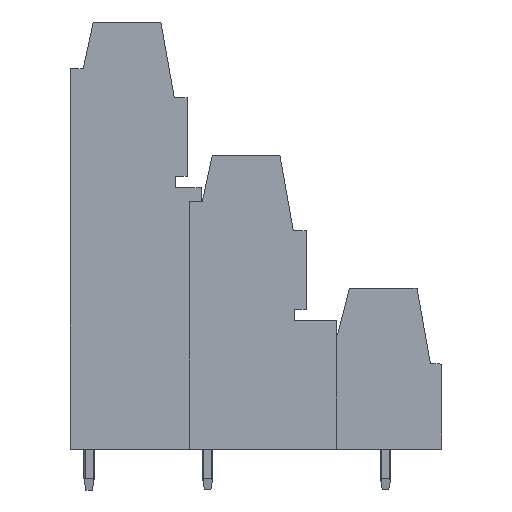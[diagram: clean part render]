
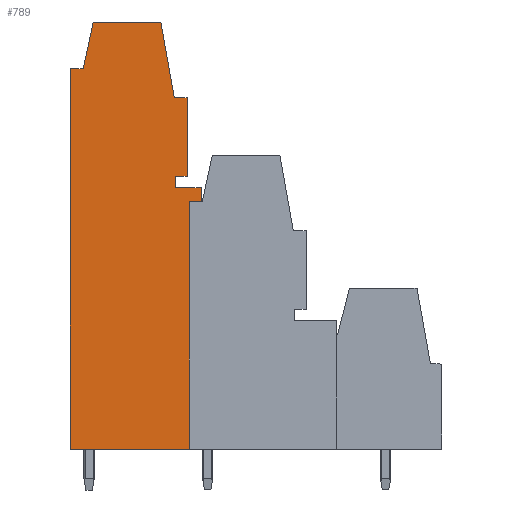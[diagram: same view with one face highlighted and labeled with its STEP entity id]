
A CAD part, left-side view. The second image highlights one B-rep face of the part: STEP entity #789.
In plain terms, the highlighted planar face has unit normal (-1, 0, 0).
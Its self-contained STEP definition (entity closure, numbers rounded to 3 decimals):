
#592=AXIS2_PLACEMENT_3D('Plane Axis2P3D',#589,#590,#591) ;
#477=CARTESIAN_POINT('Vertex',(2.54,20.6,24.7)) ;
#480=CARTESIAN_POINT('Line Origine',(2.54,21.1,24.7)) ;
#484=CARTESIAN_POINT('Vertex',(2.54,21.6,24.7)) ;
#510=CARTESIAN_POINT('Vertex',(2.54,21.6,3.5)) ;
#513=CARTESIAN_POINT('Line Origine',(2.54,26.7,3.5)) ;
#517=CARTESIAN_POINT('Vertex',(2.54,31.8,3.5)) ;
#589=CARTESIAN_POINT('Axis2P3D Location',(2.54,35.177,3.5)) ;
#693=CARTESIAN_POINT('Line Origine',(2.54,20.6,25.3)) ;
#697=CARTESIAN_POINT('Vertex',(2.54,20.6,25.9)) ;
#700=CARTESIAN_POINT('Line Origine',(2.54,21.7,25.9)) ;
#704=CARTESIAN_POINT('Vertex',(2.54,22.8,25.9)) ;
#707=CARTESIAN_POINT('Line Origine',(2.54,22.8,26.4)) ;
#711=CARTESIAN_POINT('Vertex',(2.54,22.8,26.9)) ;
#714=CARTESIAN_POINT('Line Origine',(2.54,22.3,26.9)) ;
#718=CARTESIAN_POINT('Vertex',(2.54,21.8,26.9)) ;
#721=CARTESIAN_POINT('Line Origine',(2.54,21.8,30.25)) ;
#725=CARTESIAN_POINT('Vertex',(2.54,21.8,33.6)) ;
#728=CARTESIAN_POINT('Line Origine',(2.54,22.352,33.6)) ;
#732=CARTESIAN_POINT('Vertex',(2.54,22.904,33.6)) ;
#735=CARTESIAN_POINT('Line Origine',(2.54,23.477,36.85)) ;
#739=CARTESIAN_POINT('Vertex',(2.54,24.05,40.1)) ;
#742=CARTESIAN_POINT('Line Origine',(2.54,26.95,40.1)) ;
#746=CARTESIAN_POINT('Vertex',(2.54,29.85,40.1)) ;
#749=CARTESIAN_POINT('Line Origine',(2.54,30.275,38.1)) ;
#753=CARTESIAN_POINT('Vertex',(2.54,30.7,36.1)) ;
#756=CARTESIAN_POINT('Line Origine',(2.54,31.25,36.1)) ;
#760=CARTESIAN_POINT('Vertex',(2.54,31.8,36.1)) ;
#763=CARTESIAN_POINT('Line Origine',(2.54,31.8,19.8)) ;
#768=CARTESIAN_POINT('Line Origine',(2.54,21.6,14.1)) ;
#481=DIRECTION('Vector Direction',(0.,1.,0.)) ;
#514=DIRECTION('Vector Direction',(0.,-1.,0.)) ;
#590=DIRECTION('Axis2P3D Direction',(-1.,0.,0.)) ;
#591=DIRECTION('Axis2P3D XDirection',(0.,-1.,0.)) ;
#694=DIRECTION('Vector Direction',(0.,0.,1.)) ;
#701=DIRECTION('Vector Direction',(0.,1.,0.)) ;
#708=DIRECTION('Vector Direction',(0.,0.,-1.)) ;
#715=DIRECTION('Vector Direction',(0.,1.,0.)) ;
#722=DIRECTION('Vector Direction',(0.,0.,-1.)) ;
#729=DIRECTION('Vector Direction',(0.,-1.,0.)) ;
#736=DIRECTION('Vector Direction',(0.,-0.174,-0.985)) ;
#743=DIRECTION('Vector Direction',(0.,-1.,0.)) ;
#750=DIRECTION('Vector Direction',(0.,-0.208,0.978)) ;
#757=DIRECTION('Vector Direction',(0.,-1.,0.)) ;
#764=DIRECTION('Vector Direction',(0.,0.,1.)) ;
#769=DIRECTION('Vector Direction',(0.,0.,1.)) ;
#482=VECTOR('Line Direction',#481,1.) ;
#515=VECTOR('Line Direction',#514,1.) ;
#695=VECTOR('Line Direction',#694,1.) ;
#702=VECTOR('Line Direction',#701,1.) ;
#709=VECTOR('Line Direction',#708,1.) ;
#716=VECTOR('Line Direction',#715,1.) ;
#723=VECTOR('Line Direction',#722,1.) ;
#730=VECTOR('Line Direction',#729,1.) ;
#737=VECTOR('Line Direction',#736,1.) ;
#744=VECTOR('Line Direction',#743,1.) ;
#751=VECTOR('Line Direction',#750,1.) ;
#758=VECTOR('Line Direction',#757,1.) ;
#765=VECTOR('Line Direction',#764,1.) ;
#770=VECTOR('Line Direction',#769,1.) ;
#774=ORIENTED_EDGE('',*,*,#699,.T.) ;
#775=ORIENTED_EDGE('',*,*,#706,.T.) ;
#776=ORIENTED_EDGE('',*,*,#713,.F.) ;
#777=ORIENTED_EDGE('',*,*,#720,.F.) ;
#778=ORIENTED_EDGE('',*,*,#727,.F.) ;
#779=ORIENTED_EDGE('',*,*,#734,.F.) ;
#780=ORIENTED_EDGE('',*,*,#741,.F.) ;
#781=ORIENTED_EDGE('',*,*,#748,.F.) ;
#782=ORIENTED_EDGE('',*,*,#755,.F.) ;
#783=ORIENTED_EDGE('',*,*,#762,.F.) ;
#784=ORIENTED_EDGE('',*,*,#767,.F.) ;
#785=ORIENTED_EDGE('',*,*,#519,.T.) ;
#786=ORIENTED_EDGE('',*,*,#772,.T.) ;
#787=ORIENTED_EDGE('',*,*,#486,.F.) ;
#789=ADVANCED_FACE('HOUSING',(#788),#593,.T.) ;
#486=EDGE_CURVE('',#478,#485,#483,.T.) ;
#519=EDGE_CURVE('',#518,#511,#516,.T.) ;
#699=EDGE_CURVE('',#478,#698,#696,.T.) ;
#706=EDGE_CURVE('',#698,#705,#703,.T.) ;
#713=EDGE_CURVE('',#712,#705,#710,.T.) ;
#720=EDGE_CURVE('',#719,#712,#717,.T.) ;
#727=EDGE_CURVE('',#726,#719,#724,.T.) ;
#734=EDGE_CURVE('',#733,#726,#731,.T.) ;
#741=EDGE_CURVE('',#740,#733,#738,.T.) ;
#748=EDGE_CURVE('',#747,#740,#745,.T.) ;
#755=EDGE_CURVE('',#754,#747,#752,.T.) ;
#762=EDGE_CURVE('',#761,#754,#759,.T.) ;
#767=EDGE_CURVE('',#518,#761,#766,.T.) ;
#772=EDGE_CURVE('',#511,#485,#771,.T.) ;
#773=EDGE_LOOP('',(#774,#775,#776,#777,#778,#779,#780,#781,#782,#783,#784,#785,#786,#787)) ;
#788=FACE_OUTER_BOUND('',#773,.T.) ;
#483=LINE('Line',#480,#482) ;
#516=LINE('Line',#513,#515) ;
#696=LINE('Line',#693,#695) ;
#703=LINE('Line',#700,#702) ;
#710=LINE('Line',#707,#709) ;
#717=LINE('Line',#714,#716) ;
#724=LINE('Line',#721,#723) ;
#731=LINE('Line',#728,#730) ;
#738=LINE('Line',#735,#737) ;
#745=LINE('Line',#742,#744) ;
#752=LINE('Line',#749,#751) ;
#759=LINE('Line',#756,#758) ;
#766=LINE('Line',#763,#765) ;
#771=LINE('Line',#768,#770) ;
#593=PLANE('',#592) ;
#478=VERTEX_POINT('',#477) ;
#485=VERTEX_POINT('',#484) ;
#511=VERTEX_POINT('',#510) ;
#518=VERTEX_POINT('',#517) ;
#698=VERTEX_POINT('',#697) ;
#705=VERTEX_POINT('',#704) ;
#712=VERTEX_POINT('',#711) ;
#719=VERTEX_POINT('',#718) ;
#726=VERTEX_POINT('',#725) ;
#733=VERTEX_POINT('',#732) ;
#740=VERTEX_POINT('',#739) ;
#747=VERTEX_POINT('',#746) ;
#754=VERTEX_POINT('',#753) ;
#761=VERTEX_POINT('',#760) ;
